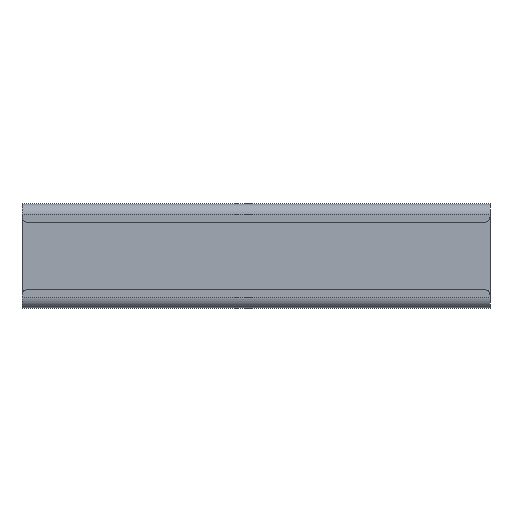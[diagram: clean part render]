
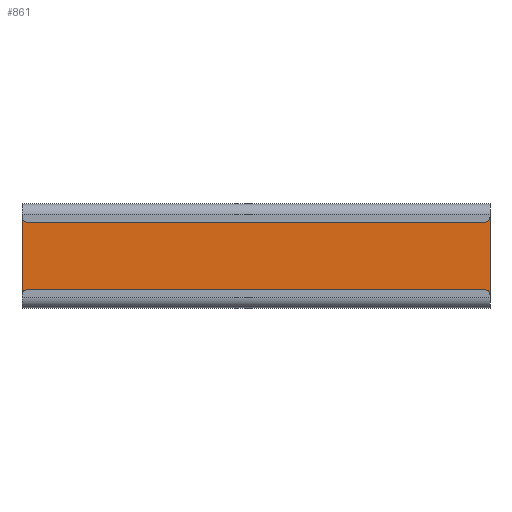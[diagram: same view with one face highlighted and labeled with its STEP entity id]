
A CAD part, top view. The second image highlights one B-rep face of the part: STEP entity #861.
In plain terms, the highlighted planar face has unit normal (0, 0, 1).
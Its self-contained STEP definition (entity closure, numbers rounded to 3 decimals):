
#23 = DIRECTION ( 'NONE',  ( -1., 0., 0. ) ) ;
#128 = VECTOR ( 'NONE', #180, 1000. ) ;
#132 = LINE ( 'NONE', #233, #684 ) ;
#171 = DIRECTION ( 'NONE',  ( 1., 0., 0. ) ) ;
#180 = DIRECTION ( 'NONE',  ( 0., -1., 0. ) ) ;
#189 = AXIS2_PLACEMENT_3D ( 'NONE', #515, #716, #519 ) ;
#227 = CARTESIAN_POINT ( 'NONE',  ( -90., -16., 0. ) ) ;
#233 = CARTESIAN_POINT ( 'NONE',  ( -5., -16., 0. ) ) ;
#246 = DIRECTION ( 'NONE',  ( 0., 1., 0. ) ) ;
#256 = ORIENTED_EDGE ( 'NONE', *, *, #422, .T. ) ;
#277 = EDGE_CURVE ( 'NONE', #346, #486, #132, .T. ) ;
#290 = ORIENTED_EDGE ( 'NONE', *, *, #277, .T. ) ;
#325 = VERTEX_POINT ( 'NONE', #767 ) ;
#346 = VERTEX_POINT ( 'NONE', #227 ) ;
#357 = EDGE_LOOP ( 'NONE', ( #290, #689, #256, #848 ) ) ;
#385 = VECTOR ( 'NONE', #246, 1000. ) ;
#422 = EDGE_CURVE ( 'NONE', #325, #706, #758, .T. ) ;
#425 = EDGE_CURVE ( 'NONE', #486, #325, #561, .T. ) ;
#453 = PLANE ( 'NONE',  #189 ) ;
#486 = VERTEX_POINT ( 'NONE', #853 ) ;
#515 = CARTESIAN_POINT ( 'NONE',  ( -5., -16., 0. ) ) ;
#519 = DIRECTION ( 'NONE',  ( 1., 0., 0. ) ) ;
#561 = LINE ( 'NONE', #647, #385 ) ;
#647 = CARTESIAN_POINT ( 'NONE',  ( 90., -16., 0. ) ) ;
#661 = LINE ( 'NONE', #847, #128 ) ;
#684 = VECTOR ( 'NONE', #171, 1000. ) ;
#689 = ORIENTED_EDGE ( 'NONE', *, *, #425, .T. ) ;
#706 = VERTEX_POINT ( 'NONE', #742 ) ;
#716 = DIRECTION ( 'NONE',  ( 0., 0., 1. ) ) ;
#736 = VECTOR ( 'NONE', #23, 1000. ) ;
#742 = CARTESIAN_POINT ( 'NONE',  ( -90., 16., 0. ) ) ;
#744 = FACE_OUTER_BOUND ( 'NONE', #357, .T. ) ;
#758 = LINE ( 'NONE', #779, #736 ) ;
#767 = CARTESIAN_POINT ( 'NONE',  ( 90., 16., 0. ) ) ;
#779 = CARTESIAN_POINT ( 'NONE',  ( -5., 16., 0. ) ) ;
#798 = EDGE_CURVE ( 'NONE', #706, #346, #661, .T. ) ;
#847 = CARTESIAN_POINT ( 'NONE',  ( -90., -16., 0. ) ) ;
#848 = ORIENTED_EDGE ( 'NONE', *, *, #798, .T. ) ;
#853 = CARTESIAN_POINT ( 'NONE',  ( 90., -16., 0. ) ) ;
#861 = ADVANCED_FACE ( 'NONE', ( #744 ), #453, .T. ) ;
